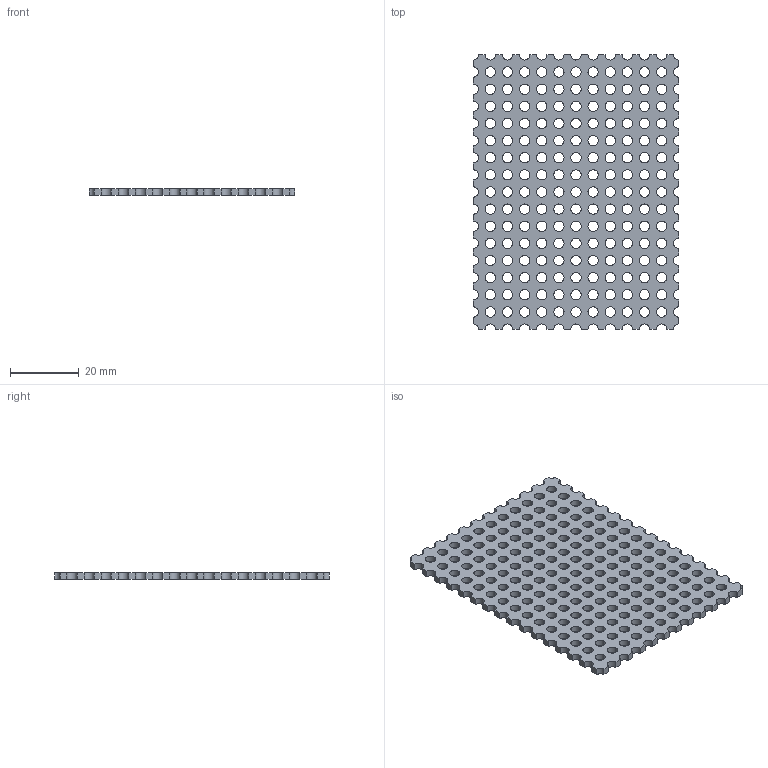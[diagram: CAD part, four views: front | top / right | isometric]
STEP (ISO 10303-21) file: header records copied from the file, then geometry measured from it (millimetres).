
FILE_DESCRIPTION (( 'STEP AP214' ), '1' );
FILE_NAME ('Green Board 80x60.STEP', '2022-02-11T14:09:36', ( '' ), ( '' ), 'SwSTEP 2.0', 'SolidWorks 2016', '' );
FILE_SCHEMA (( 'AUTOMOTIVE_DESIGN' ));
Length unit declared in the file: millimetre
Products named in the file (2): Green Board 80x60
Bounding box: 60 x 80 x 2 mm (x, y, z)
Volume: 6885.7 mm3; surface area: 10728.8 mm2
Topology: 1 solids, 1 shells, 459 faces, 1371 edges, 914 vertices
Faces by surface type: cylinder 401, plane 58
Entity records: 16616 total; most frequent: DIRECTION 3095, CARTESIAN_POINT 2746, ORIENTED_EDGE 2742, EDGE_CURVE 1371, AXIS2_PLACEMENT_3D 1263, VERTEX_POINT 914, CIRCLE 802, EDGE_LOOP 789
